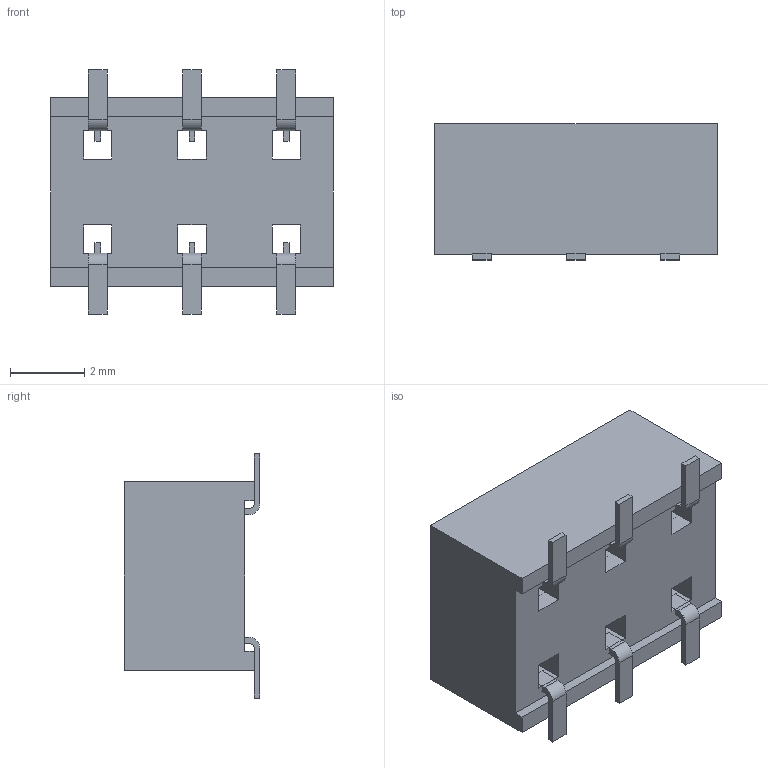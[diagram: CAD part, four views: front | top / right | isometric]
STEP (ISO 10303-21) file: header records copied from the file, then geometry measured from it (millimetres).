
FILE_DESCRIPTION( ( 'STEP AP214' ), '1' );
FILE_NAME( 'HLE-103-02-F-DV-BE.stp', '2020-09-16T19:46:35', ( 'License CC BY-ND 4.0' ), ( 'CADENAS' ), ' ', 'PARTsolutions', ' ' );
FILE_SCHEMA( ( 'AUTOMOTIVE_DESIGN { 1 0 10303 214 1 1 1 1 }' ) );
Length unit declared in the file: inch
Products named in the file (3): HLE-103-02-F-DV-BE; _HLE-103-02-DV_socket; _C-132-12-03-DV
Assembly tree (2 placements, depth 2):
  HLE-103-02-F-DV-BE
    _HLE-103-02-DV_socket
    _C-132-12-03-DV
Bounding box: 7.62 x 3.66 x 6.58 mm (x, y, z)
Volume: 144.7 mm3; surface area: 386.3 mm2
Topology: 2 solids, 2 shells, 178 faces, 492 edges, 320 vertices
Faces by surface type: plane 166, cylinder 12
Entity records: 7082 total; most frequent: CARTESIAN_POINT 993, ORIENTED_EDGE 984, DIRECTION 878, EDGE_CURVE 492, LINE 468, VECTOR 468, VERTEX_POINT 320, EDGE_LOOP 208
